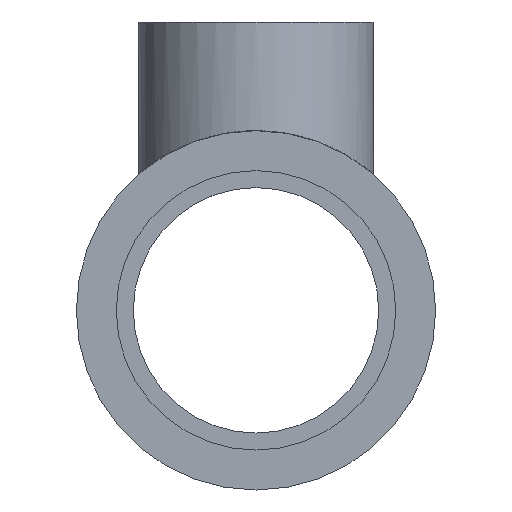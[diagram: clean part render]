
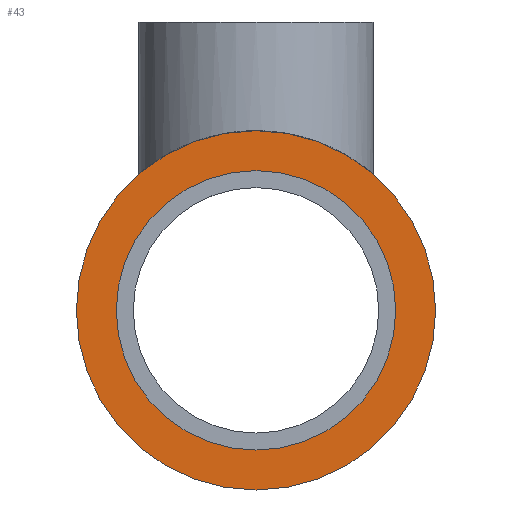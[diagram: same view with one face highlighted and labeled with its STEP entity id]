
A CAD part, left-side view. The second image highlights one B-rep face of the part: STEP entity #43.
In plain terms, the highlighted planar face has unit normal (-1, 0, 0).
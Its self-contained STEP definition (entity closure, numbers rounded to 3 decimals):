
#43 = ADVANCED_FACE( '', ( #93, #94 ), #95, .F. );
#93 = FACE_BOUND( '', #154, .T. );
#94 = FACE_OUTER_BOUND( '', #155, .T. );
#95 = PLANE( '', #156 );
#154 = EDGE_LOOP( '', ( #215 ) );
#155 = EDGE_LOOP( '', ( #216 ) );
#156 = AXIS2_PLACEMENT_3D( '', #217, #218, #219 );
#215 = ORIENTED_EDGE( '', *, *, #285, .T. );
#216 = ORIENTED_EDGE( '', *, *, #286, .F. );
#217 = CARTESIAN_POINT( '', ( -100.5, 0., 0. ) );
#218 = DIRECTION( '', ( 1., 0., 0. ) );
#219 = DIRECTION( '', ( 0., 0., -1. ) );
#285 = EDGE_CURVE( '', #318, #318, #319, .T. );
#286 = EDGE_CURVE( '', #320, #320, #321, .T. );
#318 = VERTEX_POINT( '', #589 );
#319 = CIRCLE( '', #590, 31.5 );
#320 = VERTEX_POINT( '', #591 );
#321 = CIRCLE( '', #592, 40.5 );
#589 = CARTESIAN_POINT( '', ( -100.5, 0., -31.5 ) );
#590 = AXIS2_PLACEMENT_3D( '', #626, #627, #628 );
#591 = CARTESIAN_POINT( '', ( -100.5, 40.5, 0. ) );
#592 = AXIS2_PLACEMENT_3D( '', #629, #630, #631 );
#626 = CARTESIAN_POINT( '', ( -100.5, 0., 0. ) );
#627 = DIRECTION( '', ( 1., 0., 0. ) );
#628 = DIRECTION( '', ( 0., 0., -1. ) );
#629 = CARTESIAN_POINT( '', ( -100.5, 0., 0. ) );
#630 = DIRECTION( '', ( 1., 0., 0. ) );
#631 = DIRECTION( '', ( 0., 1., 0. ) );
